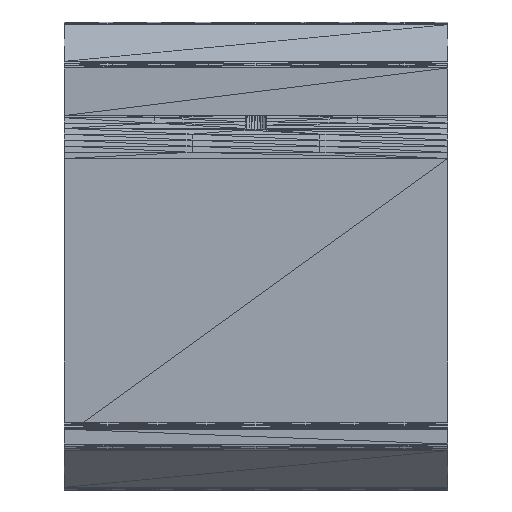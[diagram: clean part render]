
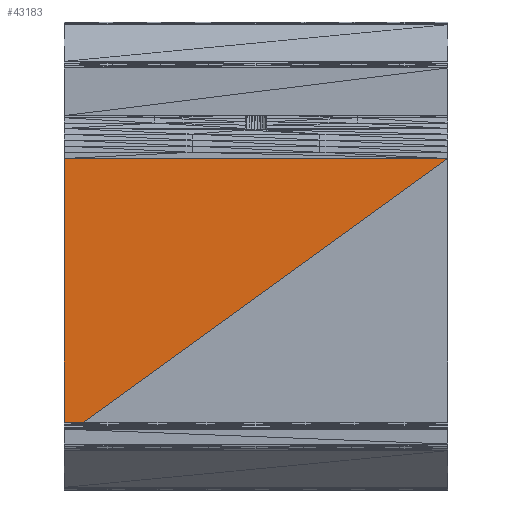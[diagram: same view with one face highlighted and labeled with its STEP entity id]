
A CAD part, front view. The second image highlights one B-rep face of the part: STEP entity #43183.
In plain terms, the highlighted planar face has unit normal (0, -1, 0).
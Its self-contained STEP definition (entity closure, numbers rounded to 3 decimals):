
#6242 = VERTEX_POINT('',#6243);
#6243 = CARTESIAN_POINT('',(-20.5,7.5,-17.5));
#6257 = PLANE('',#6258);
#6258 = AXIS2_PLACEMENT_3D('',#6259,#6260,#6261);
#6259 = CARTESIAN_POINT('',(-20.5,7.765,-0.753));
#6260 = DIRECTION('',(-1.,-0.,-0.));
#6261 = DIRECTION('',(0.,0.,-1.));
#6298 = VERTEX_POINT('',#6299);
#6299 = CARTESIAN_POINT('',(-20.5,7.5,12.166));
#6325 = EDGE_CURVE('',#6242,#6298,#6326,.T.);
#6326 = SURFACE_CURVE('',#6327,(#6331,#6338),.PCURVE_S1.);
#6327 = LINE('',#6328,#6329);
#6328 = CARTESIAN_POINT('',(-20.5,7.5,-17.5));
#6329 = VECTOR('',#6330,1.);
#6330 = DIRECTION('',(0.,0.,1.));
#6331 = PCURVE('',#6257,#6332);
#6332 = DEFINITIONAL_REPRESENTATION('',(#6333),#6337);
#6333 = LINE('',#6334,#6335);
#6334 = CARTESIAN_POINT('',(16.747,0.265));
#6335 = VECTOR('',#6336,1.);
#6336 = DIRECTION('',(-1.,0.));
#6337 = ( GEOMETRIC_REPRESENTATION_CONTEXT(2) 
PARAMETRIC_REPRESENTATION_CONTEXT() REPRESENTATION_CONTEXT('2D SPACE',''
  ) );
#6338 = PCURVE('',#6339,#6344);
#6339 = PLANE('',#6340);
#6340 = AXIS2_PLACEMENT_3D('',#6341,#6342,#6343);
#6341 = CARTESIAN_POINT('',(-5.015,7.5,2.348));
#6342 = DIRECTION('',(0.,-1.,0.));
#6343 = DIRECTION('',(0.,0.,-1.));
#6344 = DEFINITIONAL_REPRESENTATION('',(#6345),#6348);
#6345 = B_SPLINE_CURVE_WITH_KNOTS('',1,(#6346,#6347),.UNSPECIFIED.,.F.,
  .F.,(2,2),(0.,29.666),.PIECEWISE_BEZIER_KNOTS.);
#6346 = CARTESIAN_POINT('',(19.848,-15.485));
#6347 = CARTESIAN_POINT('',(-9.818,-15.485));
#6348 = ( GEOMETRIC_REPRESENTATION_CONTEXT(2) 
PARAMETRIC_REPRESENTATION_CONTEXT() REPRESENTATION_CONTEXT('2D SPACE',''
  ) );
#8552 = PLANE('',#8553);
#8553 = AXIS2_PLACEMENT_3D('',#8554,#8555,#8556);
#8554 = CARTESIAN_POINT('',(5.015,7.5,-7.682));
#8555 = DIRECTION('',(0.,-1.,0.));
#8556 = DIRECTION('',(0.,0.,-1.));
#10190 = VERTEX_POINT('',#10191);
#10191 = CARTESIAN_POINT('',(20.5,7.5,12.166));
#25773 = PLANE('',#25774);
#25774 = AXIS2_PLACEMENT_3D('',#25775,#25776,#25777);
#25775 = CARTESIAN_POINT('',(-0.002,7.507,
    12.332));
#25776 = DIRECTION('',(0.,-0.999,
    0.044));
#25777 = DIRECTION('',(0.,-0.044,-0.999));
#25813 = EDGE_CURVE('',#6298,#10190,#25814,.T.);
#25814 = SURFACE_CURVE('',#25815,(#25819,#25826),.PCURVE_S1.);
#25815 = LINE('',#25816,#25817);
#25816 = CARTESIAN_POINT('',(-20.5,7.5,12.166));
#25817 = VECTOR('',#25818,1.);
#25818 = DIRECTION('',(1.,0.,0.));
#25819 = PCURVE('',#25773,#25820);
#25820 = DEFINITIONAL_REPRESENTATION('',(#25821),#25825);
#25821 = LINE('',#25822,#25823);
#25822 = CARTESIAN_POINT('',(0.166,-20.498));
#25823 = VECTOR('',#25824,1.);
#25824 = DIRECTION('',(0.,1.));
#25825 = ( GEOMETRIC_REPRESENTATION_CONTEXT(2) 
PARAMETRIC_REPRESENTATION_CONTEXT() REPRESENTATION_CONTEXT('2D SPACE',''
  ) );
#25826 = PCURVE('',#6339,#25827);
#25827 = DEFINITIONAL_REPRESENTATION('',(#25828),#25831);
#25828 = B_SPLINE_CURVE_WITH_KNOTS('',1,(#25829,#25830),.UNSPECIFIED.,
  .F.,.F.,(2,2),(0.,41.),.PIECEWISE_BEZIER_KNOTS.);
#25829 = CARTESIAN_POINT('',(-9.818,-15.485));
#25830 = CARTESIAN_POINT('',(-9.818,25.515));
#25831 = ( GEOMETRIC_REPRESENTATION_CONTEXT(2) 
PARAMETRIC_REPRESENTATION_CONTEXT() REPRESENTATION_CONTEXT('2D SPACE',''
  ) );
#43164 = EDGE_CURVE('',#10190,#6242,#43165,.T.);
#43165 = SURFACE_CURVE('',#43166,(#43170,#43177),.PCURVE_S1.);
#43166 = LINE('',#43167,#43168);
#43167 = CARTESIAN_POINT('',(20.5,7.5,12.166));
#43168 = VECTOR('',#43169,1.);
#43169 = DIRECTION('',(-0.81,0.,-0.586));
#43170 = PCURVE('',#8552,#43171);
#43171 = DEFINITIONAL_REPRESENTATION('',(#43172),#43176);
#43172 = LINE('',#43173,#43174);
#43173 = CARTESIAN_POINT('',(-19.848,15.485));
#43174 = VECTOR('',#43175,1.);
#43175 = DIRECTION('',(0.586,-0.81));
#43176 = ( GEOMETRIC_REPRESENTATION_CONTEXT(2) 
PARAMETRIC_REPRESENTATION_CONTEXT() REPRESENTATION_CONTEXT('2D SPACE',''
  ) );
#43177 = PCURVE('',#6339,#43178);
#43178 = DEFINITIONAL_REPRESENTATION('',(#43179),#43182);
#43179 = B_SPLINE_CURVE_WITH_KNOTS('',1,(#43180,#43181),.UNSPECIFIED.,
  .F.,.F.,(2,2),(0.,50.607),.PIECEWISE_BEZIER_KNOTS.);
#43180 = CARTESIAN_POINT('',(-9.818,25.515));
#43181 = CARTESIAN_POINT('',(19.848,-15.485));
#43182 = ( GEOMETRIC_REPRESENTATION_CONTEXT(2) 
PARAMETRIC_REPRESENTATION_CONTEXT() REPRESENTATION_CONTEXT('2D SPACE',''
  ) );
#43183 = ADVANCED_FACE('',(#43184),#6339,.T.);
#43184 = FACE_BOUND('',#43185,.T.);
#43185 = EDGE_LOOP('',(#43186,#43187,#43188));
#43186 = ORIENTED_EDGE('',*,*,#6325,.F.);
#43187 = ORIENTED_EDGE('',*,*,#43164,.F.);
#43188 = ORIENTED_EDGE('',*,*,#25813,.F.);
